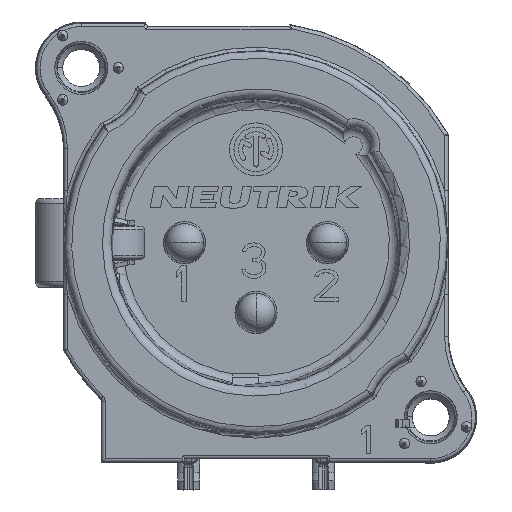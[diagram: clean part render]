
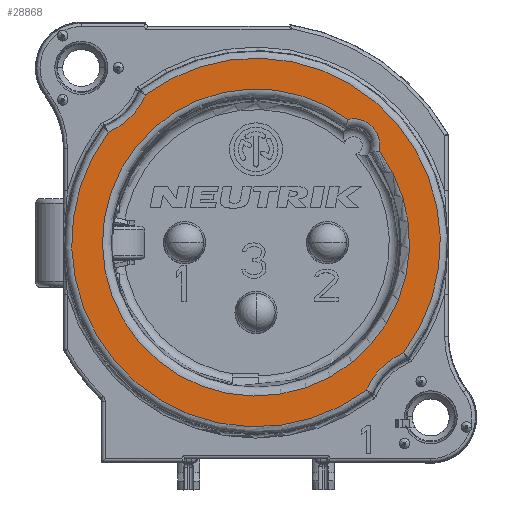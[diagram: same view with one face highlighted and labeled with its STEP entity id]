
A CAD part, top view. The second image highlights one B-rep face of the part: STEP entity #28868.
In plain terms, the highlighted planar face has unit normal (0, 0, 1).
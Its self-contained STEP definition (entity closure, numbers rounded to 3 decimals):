
#5405=CARTESIAN_POINT('',(0.,0.,3.7));
#5406=DIRECTION('',(0.,0.,-1.));
#5407=DIRECTION('',(0.802,0.597,0.));
#5408=AXIS2_PLACEMENT_3D('',#5405,#5406,#5407);
#5418=CARTESIAN_POINT('',(5.193,6.98,3.7));
#5420=CARTESIAN_POINT('',(5.515,5.515,3.7));
#5421=DIRECTION('',(0.,0.,-1.));
#5422=DIRECTION('',(-0.215,0.977,0.));
#5423=AXIS2_PLACEMENT_3D('',#5420,#5421,#5422);
#5433=CARTESIAN_POINT('',(6.98,5.193,3.7));
#5440=CARTESIAN_POINT('',(9.9,-9.9,3.7));
#5441=DIRECTION('',(0.,0.,-1.));
#5442=DIRECTION('',(-0.922,0.388,0.));
#5443=AXIS2_PLACEMENT_3D('',#5440,#5441,#5442);
#5445=CARTESIAN_POINT('',(0.,0.,3.7));
#5446=DIRECTION('',(0.,0.,-1.));
#5447=DIRECTION('',(0.599,-0.801,0.));
#5448=AXIS2_PLACEMENT_3D('',#5445,#5446,#5447);
#5450=CARTESIAN_POINT('',(-9.9,9.9,3.7));
#5451=DIRECTION('',(0.,0.,-1.));
#5452=DIRECTION('',(0.922,-0.388,0.));
#5453=AXIS2_PLACEMENT_3D('',#5450,#5451,#5452);
#5455=CARTESIAN_POINT('',(0.,0.,3.7));
#5456=DIRECTION('',(0.,0.,-1.));
#5457=DIRECTION('',(-0.599,0.801,0.));
#5458=AXIS2_PLACEMENT_3D('',#5455,#5456,#5457);
#20750=CARTESIAN_POINT('',(6.253,-8.363,3.7));
#20751=CARTESIAN_POINT('',(8.363,-6.253,3.7));
#20752=VERTEX_POINT('',#20750);
#20753=VERTEX_POINT('',#20751);
#20758=CARTESIAN_POINT('',(-8.363,6.253,3.7));
#20759=VERTEX_POINT('',#20758);
#20768=CARTESIAN_POINT('',(-6.253,8.363,3.7));
#20769=VERTEX_POINT('',#20768);
#20849=VERTEX_POINT('',#5418);
#20850=VERTEX_POINT('',#5433);
#28849=CARTESIAN_POINT('',(0.,0.,3.7));
#28850=DIRECTION('',(0.,0.,-1.));
#28851=DIRECTION('',(0.,-1.,0.));
#28852=AXIS2_PLACEMENT_3D('',#28849,#28850,#28851);
#28853=PLANE('',#28852);
#28855=ORIENTED_EDGE('',*,*,#28854,.F.);
#28857=ORIENTED_EDGE('',*,*,#28856,.T.);
#28859=ORIENTED_EDGE('',*,*,#28858,.F.);
#28861=ORIENTED_EDGE('',*,*,#28860,.T.);
#28862=EDGE_LOOP('',(#28855,#28857,#28859,#28861));
#28863=FACE_OUTER_BOUND('',#28862,.F.);
#28864=ORIENTED_EDGE('',*,*,#28841,.F.);
#28865=ORIENTED_EDGE('',*,*,#28829,.F.);
#28866=EDGE_LOOP('',(#28864,#28865));
#28867=FACE_BOUND('',#28866,.F.);
#28868=ADVANCED_FACE('',(#28863,#28867),#28853,.F.);
#5409=CIRCLE('',#5408,8.7);
#5424=CIRCLE('',#5423,1.5);
#5444=CIRCLE('',#5443,3.958);
#5449=CIRCLE('',#5448,10.442);
#5454=CIRCLE('',#5453,3.958);
#5459=CIRCLE('',#5458,10.442);
#28829=EDGE_CURVE('',#20850,#20849,#5409,.T.);
#28841=EDGE_CURVE('',#20849,#20850,#5424,.T.);
#28854=EDGE_CURVE('',#20752,#20753,#5444,.T.);
#28856=EDGE_CURVE('',#20752,#20759,#5449,.T.);
#28858=EDGE_CURVE('',#20769,#20759,#5454,.T.);
#28860=EDGE_CURVE('',#20769,#20753,#5459,.T.);
